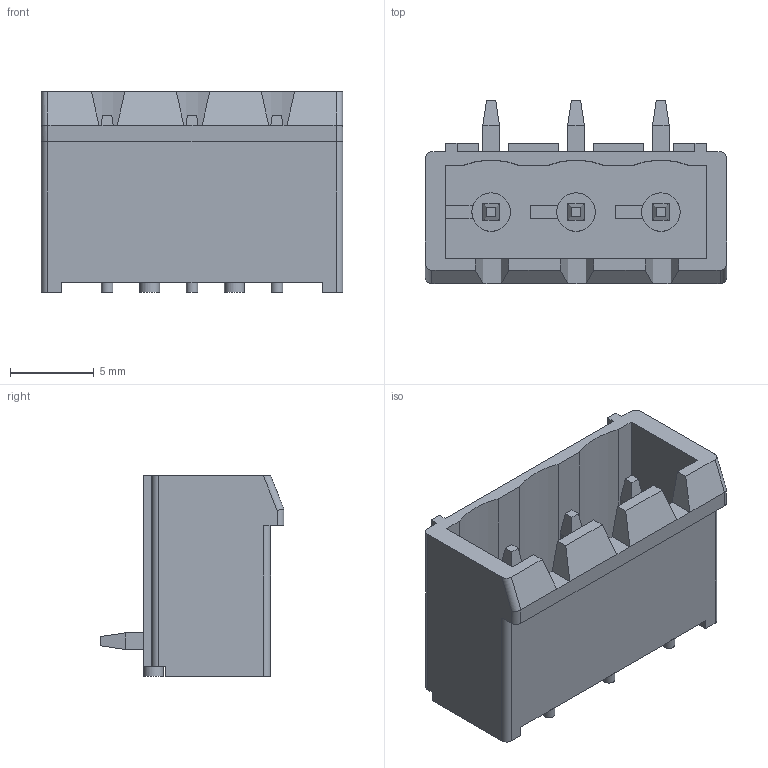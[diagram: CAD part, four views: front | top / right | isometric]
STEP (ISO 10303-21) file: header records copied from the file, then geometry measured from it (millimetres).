
FILE_DESCRIPTION( ( 'Unknown' ), '1' );
FILE_NAME( '691701540003B.stp', 'Unknown', ( 'Quentin LAIDEBEUR' ), ( 'WE' ), 'PSStep 15.0.49', 'Sample-box', ' ' );
FILE_SCHEMA( ( 'AUTOMOTIVE_DESIGN { 1 0 10303 214 1 1 1 1 }' ) );
Length unit declared in the file: millimetre
Products named in the file (3): Assem1; 03; 6917015400xxB_PIN
Assembly tree (4 placements, depth 2):
  Assem1
    03
    6917015400xxB_PIN  x3
Bounding box: 18.04 x 11 x 12 mm (x, y, z)
Volume: 645.5 mm3; surface area: 1732 mm2
Topology: 4 solids, 4 shells, 193 faces, 514 edges, 328 vertices
Faces by surface type: plane 168, cylinder 25
Full cylindrical faces by diameter (mm): 0.7 x3, 1.2 x2, 2.3 x3
Entity records: 6142 total; most frequent: CARTESIAN_POINT 852, ORIENTED_EDGE 836, DIRECTION 794, EDGE_CURVE 418, LINE 366, VECTOR 366, VERTEX_POINT 272, AXIS2_PLACEMENT_3D 214
